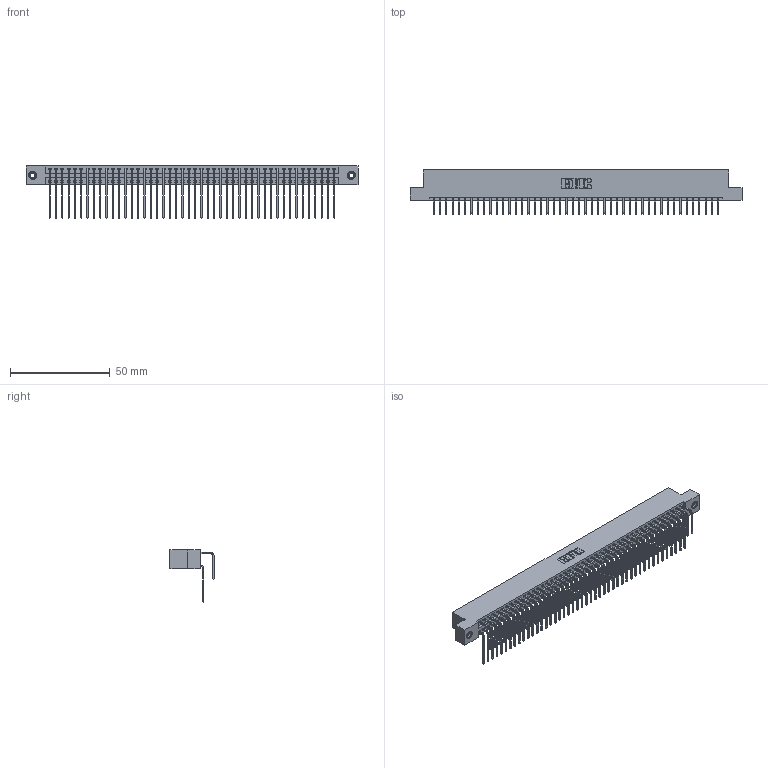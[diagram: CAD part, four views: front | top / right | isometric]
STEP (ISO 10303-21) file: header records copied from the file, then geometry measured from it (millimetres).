
FILE_DESCRIPTION (( 'STEP AP203' ), '1' );
FILE_NAME ('396-092-558-208.STEP', '2018-09-12T11:08:03', ( '' ), ( '' ), 'SwSTEP 2.0', 'SolidWorks 2016', '' );
FILE_SCHEMA (( 'CONFIG_CONTROL_DESIGN' ));
Length unit declared in the file: inch
Products named in the file (5): 345-292-001_558 559 Tail - 1; 345-292-001_558 Tail - 2; 345-250-001_345-250-003-102; 396-092-558-208; 346 Part_Flush Mounting Lugs - 0.156 Dia-TI
Assembly tree (95 placements, depth 2):
  396-092-558-208
    346 Part_Flush Mounting Lugs - 0.156 Dia-TI
    345-292-001_558 559 Tail - 1  x46
    345-292-001_558 Tail - 2  x46
    345-250-001_345-250-003-102  x2
Bounding box: 166.62 x 22.16 x 26.16 mm (x, y, z)
Volume: 16803.2 mm3; surface area: 25726.1 mm2
Topology: 95 solids, 95 shells, 5150 faces, 15277 edges, 10054 vertices
Faces by surface type: plane 3512, cylinder 1622, cone 12, torus 4
Entity records: 32452 total; most frequent: CARTESIAN_POINT 5378, ORIENTED_EDGE 5254, DIRECTION 4789, EDGE_CURVE 2627, VECTOR 2251, LINE 2251, VERTEX_POINT 1744, AXIS2_PLACEMENT_3D 1269
